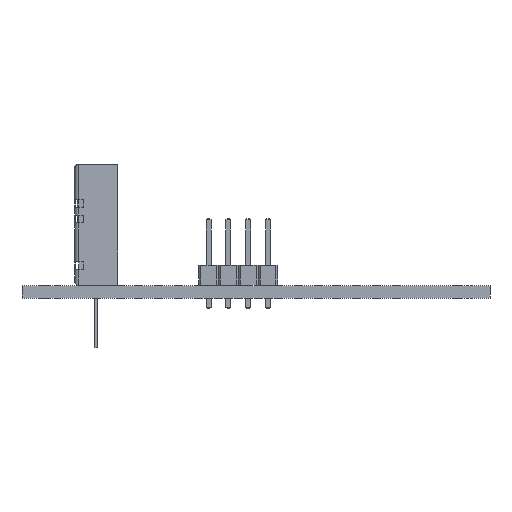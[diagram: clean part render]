
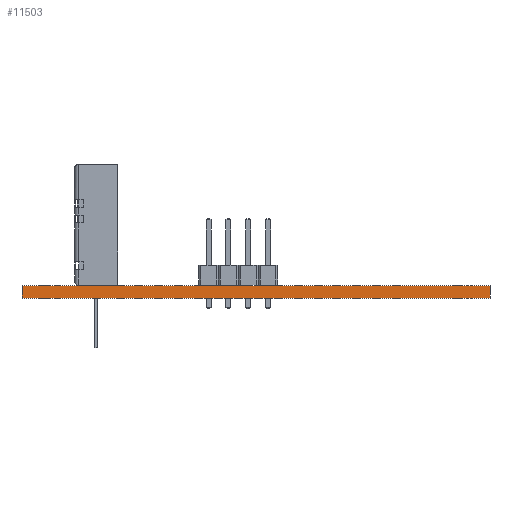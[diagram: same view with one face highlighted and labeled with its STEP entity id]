
A CAD part, front view. The second image highlights one B-rep face of the part: STEP entity #11503.
In plain terms, the highlighted planar face has unit normal (0, -1, 0).
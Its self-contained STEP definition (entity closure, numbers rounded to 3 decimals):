
#11503 = ADVANCED_FACE('',(#11504),#11538,.T.);
#11504 = FACE_BOUND('',#11505,.T.);
#11505 = EDGE_LOOP('',(#11506,#11516,#11524,#11532));
#11506 = ORIENTED_EDGE('',*,*,#11507,.T.);
#11507 = EDGE_CURVE('',#11508,#11510,#11512,.T.);
#11508 = VERTEX_POINT('',#11509);
#11509 = CARTESIAN_POINT('',(170.,-157.5,0.));
#11510 = VERTEX_POINT('',#11511);
#11511 = CARTESIAN_POINT('',(170.,-157.5,1.6));
#11512 = LINE('',#11513,#11514);
#11513 = CARTESIAN_POINT('',(170.,-157.5,0.));
#11514 = VECTOR('',#11515,1.);
#11515 = DIRECTION('',(0.,0.,1.));
#11516 = ORIENTED_EDGE('',*,*,#11517,.T.);
#11517 = EDGE_CURVE('',#11510,#11518,#11520,.T.);
#11518 = VERTEX_POINT('',#11519);
#11519 = CARTESIAN_POINT('',(110.,-157.5,1.6));
#11520 = LINE('',#11521,#11522);
#11521 = CARTESIAN_POINT('',(170.,-157.5,1.6));
#11522 = VECTOR('',#11523,1.);
#11523 = DIRECTION('',(-1.,0.,0.));
#11524 = ORIENTED_EDGE('',*,*,#11525,.F.);
#11525 = EDGE_CURVE('',#11526,#11518,#11528,.T.);
#11526 = VERTEX_POINT('',#11527);
#11527 = CARTESIAN_POINT('',(110.,-157.5,0.));
#11528 = LINE('',#11529,#11530);
#11529 = CARTESIAN_POINT('',(110.,-157.5,0.));
#11530 = VECTOR('',#11531,1.);
#11531 = DIRECTION('',(0.,0.,1.));
#11532 = ORIENTED_EDGE('',*,*,#11533,.F.);
#11533 = EDGE_CURVE('',#11508,#11526,#11534,.T.);
#11534 = LINE('',#11535,#11536);
#11535 = CARTESIAN_POINT('',(170.,-157.5,0.));
#11536 = VECTOR('',#11537,1.);
#11537 = DIRECTION('',(-1.,0.,0.));
#11538 = PLANE('',#11539);
#11539 = AXIS2_PLACEMENT_3D('',#11540,#11541,#11542);
#11540 = CARTESIAN_POINT('',(170.,-157.5,0.));
#11541 = DIRECTION('',(0.,-1.,0.));
#11542 = DIRECTION('',(-1.,0.,0.));
